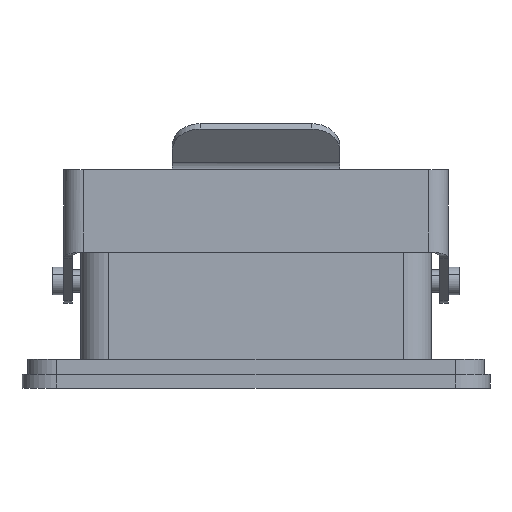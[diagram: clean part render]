
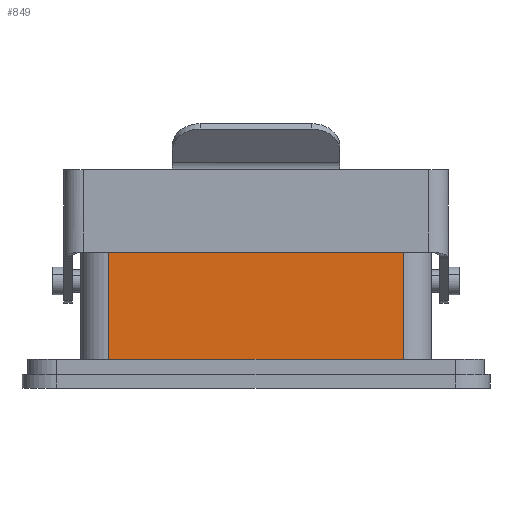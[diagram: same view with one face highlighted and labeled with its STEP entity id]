
A CAD part, left-side view. The second image highlights one B-rep face of the part: STEP entity #849.
In plain terms, the highlighted planar face has unit normal (-1, 0, 0).
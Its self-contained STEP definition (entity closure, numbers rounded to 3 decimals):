
#829=AXIS2_PLACEMENT_3D('Plane Axis2P3D',#826,#827,#828) ;
#350=CARTESIAN_POINT('Vertex',(9.25,68.5,26.25)) ;
#353=CARTESIAN_POINT('Line Origine',(9.25,42.,26.25)) ;
#357=CARTESIAN_POINT('Vertex',(9.25,15.5,26.25)) ;
#807=CARTESIAN_POINT('Line Origine',(9.25,68.5,15.25)) ;
#811=CARTESIAN_POINT('Vertex',(9.25,68.5,5.25)) ;
#826=CARTESIAN_POINT('Axis2P3D Location',(9.25,10.5,26.25)) ;
#831=CARTESIAN_POINT('Line Origine',(9.25,15.5,15.75)) ;
#835=CARTESIAN_POINT('Vertex',(9.25,15.5,5.25)) ;
#838=CARTESIAN_POINT('Line Origine',(9.25,42.,5.25)) ;
#354=DIRECTION('Vector Direction',(0.,1.,0.)) ;
#808=DIRECTION('Vector Direction',(0.,0.,-1.)) ;
#827=DIRECTION('Axis2P3D Direction',(-1.,0.,0.)) ;
#828=DIRECTION('Axis2P3D XDirection',(0.,1.,0.)) ;
#832=DIRECTION('Vector Direction',(0.,0.,-1.)) ;
#839=DIRECTION('Vector Direction',(0.,1.,0.)) ;
#355=VECTOR('Line Direction',#354,1.) ;
#809=VECTOR('Line Direction',#808,1.) ;
#833=VECTOR('Line Direction',#832,1.) ;
#840=VECTOR('Line Direction',#839,1.) ;
#844=ORIENTED_EDGE('',*,*,#837,.F.) ;
#845=ORIENTED_EDGE('',*,*,#359,.F.) ;
#846=ORIENTED_EDGE('',*,*,#813,.T.) ;
#847=ORIENTED_EDGE('',*,*,#842,.F.) ;
#849=ADVANCED_FACE('4307350000_S.1\\Boden',(#848),#830,.T.) ;
#359=EDGE_CURVE('',#351,#358,#356,.F.) ;
#813=EDGE_CURVE('',#351,#812,#810,.T.) ;
#837=EDGE_CURVE('',#358,#836,#834,.T.) ;
#842=EDGE_CURVE('',#836,#812,#841,.T.) ;
#843=EDGE_LOOP('',(#844,#845,#846,#847)) ;
#848=FACE_OUTER_BOUND('',#843,.T.) ;
#356=LINE('Line',#353,#355) ;
#810=LINE('Line',#807,#809) ;
#834=LINE('Line',#831,#833) ;
#841=LINE('Line',#838,#840) ;
#830=PLANE('',#829) ;
#351=VERTEX_POINT('',#350) ;
#358=VERTEX_POINT('',#357) ;
#812=VERTEX_POINT('',#811) ;
#836=VERTEX_POINT('',#835) ;
